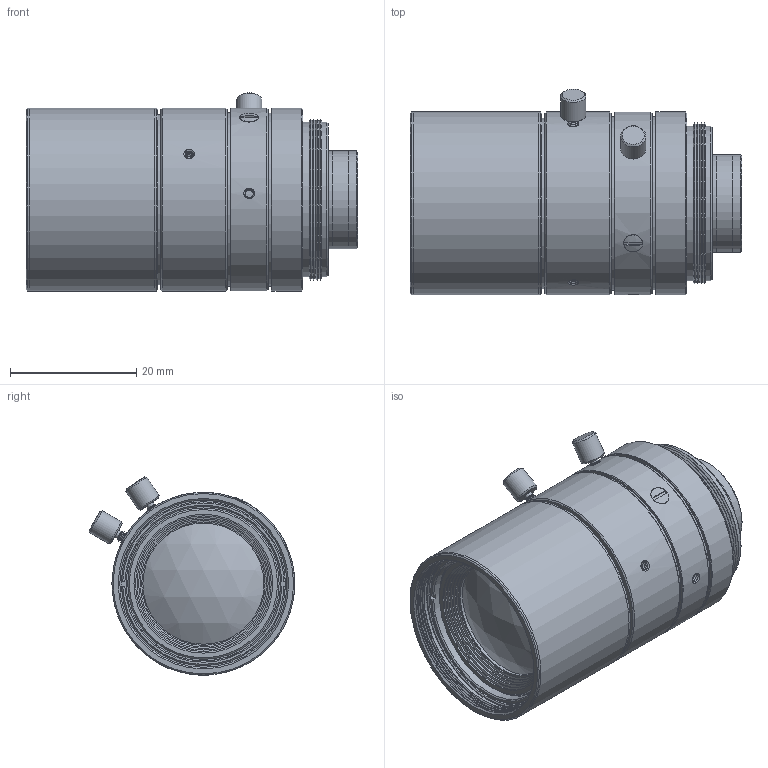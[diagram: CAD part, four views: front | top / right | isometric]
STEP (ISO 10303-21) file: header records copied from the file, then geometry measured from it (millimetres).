
FILE_DESCRIPTION(/* description */ ('Unknown'),/* implementation_level */ '2;1');
FILE_NAME(/* name */ 'M1228-MPW3',/* time_stamp */ '2021-03-21T08:35:52+09:00',/* author */ ('Unknown'),/* organization */ ('Unknown'),/* preprocessor_version */ 'ST-DEVELOPER v16.7',/* originating_system */ 'DEX',/* authorisation */ $);
FILE_SCHEMA (('AUTOMOTIVE_DESIGN {1 0 10303 214 3 1 1}'));
Length unit declared in the file: millimetre
Products named in the file (3): M1228-MPW3 Infinity; M1228-MPW3 Infinity_0; M1228-MPW3 Mechanical Limit_0
Assembly tree (2 placements, depth 2):
  M1228-MPW3 Infinity
    M1228-MPW3 Infinity_0
    M1228-MPW3 Mechanical Limit_0
Bounding box: 52.57 x 32.61 x 31.44 mm (x, y, z)
Volume: 34276.8 mm3; surface area: 54925.7 mm2
Topology: 38 solids, 40 shells, 1046 faces, 1986 edges, 1164 vertices
Faces by surface type: cone 526, plane 274, cylinder 234, sphere 12
Full cylindrical faces by diameter (mm): 1 x2, 1.3 x4, 1.5 x8, 2 x12, 3 x4, 4 x4, 6 x2, 8 x2, 9.5 x2, 10.3 x2, 12 x4, 12.5 x2, 13.25 x2, 14.25 x2, 14.5 x6, 15.5 x8, 16 x2, 17 x2, 17.5 x2, 19 x8, 19.2 x2, 19.25 x2, 19.5 x4, 20 x8, 20.5 x2, 21.5 x6, 22 x4, 22.5 x6, 23 x4, 23.029 x4
Entity records: 23003 total; most frequent: DIRECTION 4338, CARTESIAN_POINT 3735, ORIENTED_EDGE 2556, AXIS2_PLACEMENT_3D 2049, EDGE_LOOP 1944, FACE_BOUND 1944, EDGE_CURVE 1278, VERTEX_POINT 1142
